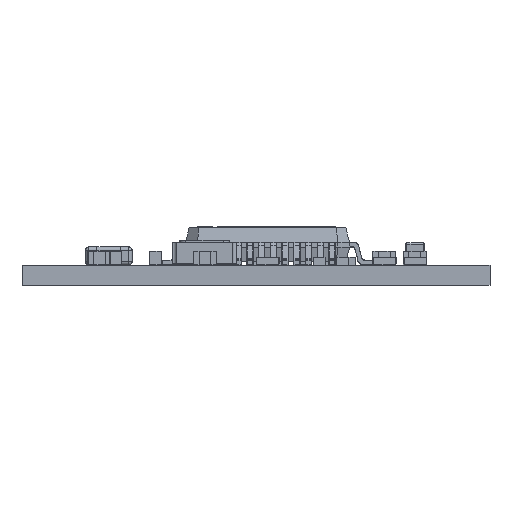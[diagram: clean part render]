
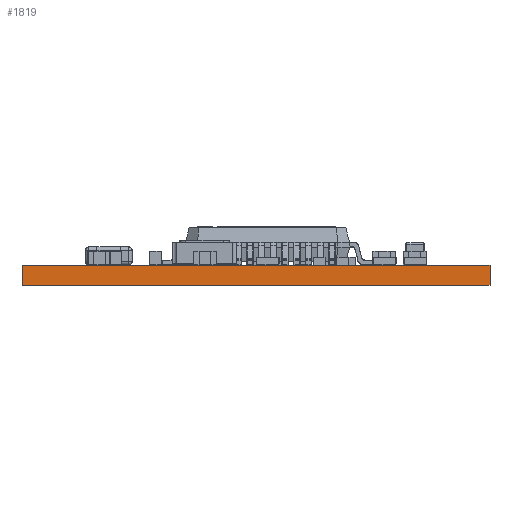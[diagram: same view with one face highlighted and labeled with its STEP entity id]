
A CAD part, front view. The second image highlights one B-rep face of the part: STEP entity #1819.
In plain terms, the highlighted planar face has unit normal (0, -1, 0).
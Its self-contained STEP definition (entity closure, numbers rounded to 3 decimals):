
#210 = EDGE_CURVE('',#211,#213,#215,.T.);
#211 = VERTEX_POINT('',#212);
#212 = CARTESIAN_POINT('',(0.,0.,0.));
#213 = VERTEX_POINT('',#214);
#214 = CARTESIAN_POINT('',(0.,0.,0.864));
#215 = LINE('',#216,#217);
#216 = CARTESIAN_POINT('',(0.,0.,0.));
#217 = VECTOR('',#218,1.);
#218 = DIRECTION('',(0.,0.,1.));
#1794 = VERTEX_POINT('',#1795);
#1795 = CARTESIAN_POINT('',(20.,0.,0.864));
#1801 = EDGE_CURVE('',#1802,#1794,#1804,.T.);
#1802 = VERTEX_POINT('',#1803);
#1803 = CARTESIAN_POINT('',(20.,0.,0.));
#1804 = LINE('',#1805,#1806);
#1805 = CARTESIAN_POINT('',(20.,0.,0.));
#1806 = VECTOR('',#1807,1.);
#1807 = DIRECTION('',(0.,0.,1.));
#1819 = ADVANCED_FACE('',(#1820),#1836,.T.);
#1820 = FACE_BOUND('',#1821,.T.);
#1821 = EDGE_LOOP('',(#1822,#1823,#1829,#1830));
#1822 = ORIENTED_EDGE('',*,*,#1801,.T.);
#1823 = ORIENTED_EDGE('',*,*,#1824,.T.);
#1824 = EDGE_CURVE('',#1794,#213,#1825,.T.);
#1825 = LINE('',#1826,#1827);
#1826 = CARTESIAN_POINT('',(20.,0.,0.864));
#1827 = VECTOR('',#1828,1.);
#1828 = DIRECTION('',(-1.,0.,0.));
#1829 = ORIENTED_EDGE('',*,*,#210,.F.);
#1830 = ORIENTED_EDGE('',*,*,#1831,.F.);
#1831 = EDGE_CURVE('',#1802,#211,#1832,.T.);
#1832 = LINE('',#1833,#1834);
#1833 = CARTESIAN_POINT('',(20.,0.,0.));
#1834 = VECTOR('',#1835,1.);
#1835 = DIRECTION('',(-1.,0.,0.));
#1836 = PLANE('',#1837);
#1837 = AXIS2_PLACEMENT_3D('',#1838,#1839,#1840);
#1838 = CARTESIAN_POINT('',(20.,0.,0.));
#1839 = DIRECTION('',(0.,-1.,0.));
#1840 = DIRECTION('',(-1.,0.,0.));
